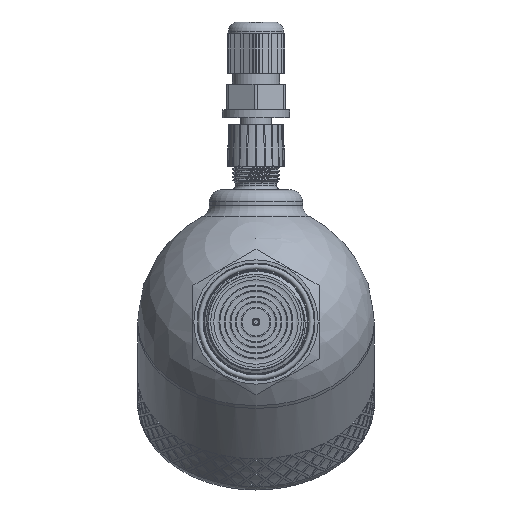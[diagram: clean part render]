
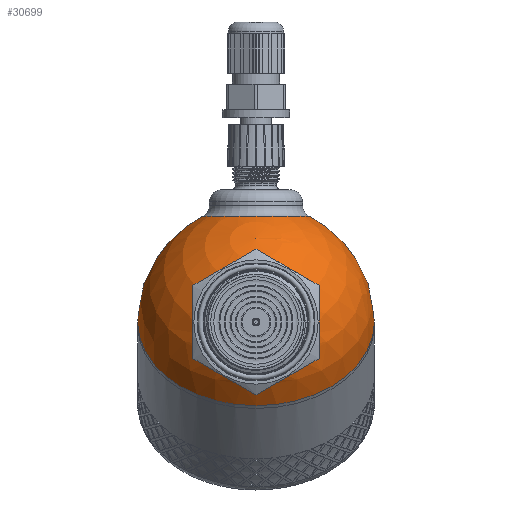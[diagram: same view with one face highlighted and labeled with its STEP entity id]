
A CAD part, left-side view. The second image highlights one B-rep face of the part: STEP entity #30699.
In plain terms, the highlighted spherical face has radius 30 mm.
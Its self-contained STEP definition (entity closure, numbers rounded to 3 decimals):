
#43=SPHERICAL_SURFACE('',#32004,30.);
#477=FACE_BOUND('',#10488,.T.);
#478=FACE_BOUND('',#10489,.T.);
#8407=FACE_OUTER_BOUND('',#10487,.T.);
#10487=EDGE_LOOP('',(#26648,#26649,#26650,#26651));
#10488=EDGE_LOOP('',(#26652));
#10489=EDGE_LOOP('',(#26653));
#11256=CIRCLE('',#32001,15.643);
#11259=CIRCLE('',#32005,30.);
#11260=CIRCLE('',#32006,30.);
#11261=CIRCLE('',#32007,30.);
#11262=CIRCLE('',#32008,13.5);
#14039=VERTEX_POINT('',#67219);
#14041=VERTEX_POINT('',#67225);
#14042=VERTEX_POINT('',#67226);
#14043=VERTEX_POINT('',#67228);
#14044=VERTEX_POINT('',#67231);
#18360=EDGE_CURVE('',#14039,#14039,#11256,.T.);
#18363=EDGE_CURVE('',#14041,#14042,#11259,.T.);
#18364=EDGE_CURVE('',#14041,#14043,#11260,.T.);
#18365=EDGE_CURVE('',#14042,#14041,#11261,.T.);
#18366=EDGE_CURVE('',#14044,#14044,#11262,.T.);
#26648=ORIENTED_EDGE('',*,*,#18363,.F.);
#26649=ORIENTED_EDGE('',*,*,#18364,.T.);
#26650=ORIENTED_EDGE('',*,*,#18364,.F.);
#26651=ORIENTED_EDGE('',*,*,#18365,.F.);
#26652=ORIENTED_EDGE('',*,*,#18360,.F.);
#26653=ORIENTED_EDGE('',*,*,#18366,.F.);
#30699=ADVANCED_FACE('',(#8407,#477,#478),#43,.T.);
#32001=AXIS2_PLACEMENT_3D('',#67220,#35068,#35069);
#32004=AXIS2_PLACEMENT_3D('',#67224,#35074,#35075);
#32005=AXIS2_PLACEMENT_3D('',#67227,#35076,#35077);
#32006=AXIS2_PLACEMENT_3D('',#67229,#35078,#35079);
#32007=AXIS2_PLACEMENT_3D('',#67230,#35080,#35081);
#32008=AXIS2_PLACEMENT_3D('',#67232,#35082,#35083);
#35068=DIRECTION('center_axis',(-0.707,0.,0.707));
#35069=DIRECTION('ref_axis',(0.707,0.,0.707));
#35074=DIRECTION('center_axis',(1.,0.,0.));
#35075=DIRECTION('ref_axis',(0.,-1.,0.));
#35076=DIRECTION('center_axis',(1.,0.,0.));
#35077=DIRECTION('ref_axis',(0.,1.,0.));
#35078=DIRECTION('center_axis',(0.,0.,1.));
#35079=DIRECTION('ref_axis',(0.,1.,0.));
#35080=DIRECTION('center_axis',(1.,0.,0.));
#35081=DIRECTION('ref_axis',(0.,1.,0.));
#35082=DIRECTION('center_axis',(-0.707,0.,-0.707));
#35083=DIRECTION('ref_axis',(-0.707,0.,0.707));
#67219=CARTESIAN_POINT('',(-29.162,0.,7.04));
#67220=CARTESIAN_POINT('Origin',(-18.101,0.,18.101));
#67224=CARTESIAN_POINT('Origin',(0.,0.,0.));
#67225=CARTESIAN_POINT('',(0.,30.,0.));
#67226=CARTESIAN_POINT('',(0.,-30.,0.));
#67227=CARTESIAN_POINT('Origin',(0.,0.,0.));
#67228=CARTESIAN_POINT('',(-30.,0.,0.));
#67229=CARTESIAN_POINT('Origin',(0.,0.,0.));
#67230=CARTESIAN_POINT('Origin',(0.,0.,0.));
#67231=CARTESIAN_POINT('',(-9.398,0.,-28.49));
#67232=CARTESIAN_POINT('Origin',(-18.944,0.,-18.944));
